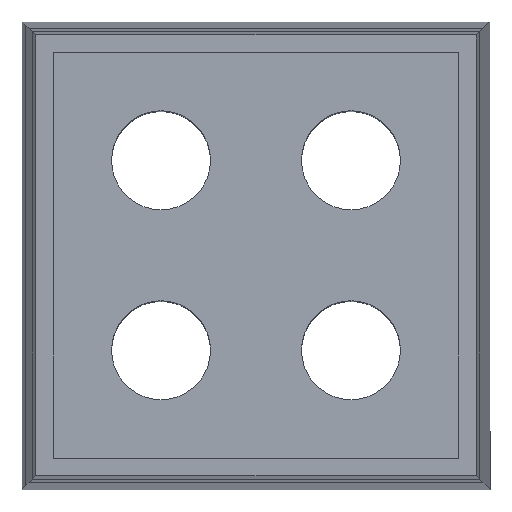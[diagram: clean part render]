
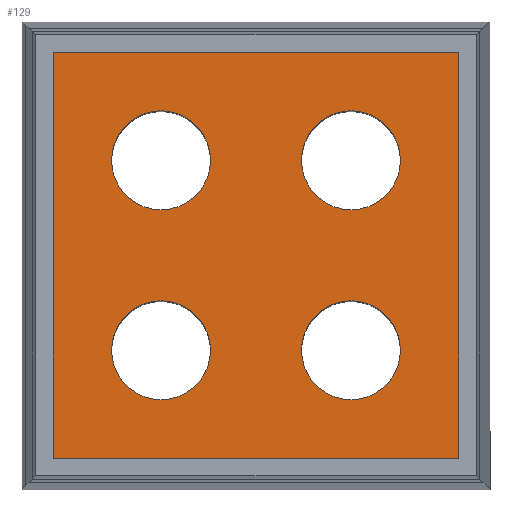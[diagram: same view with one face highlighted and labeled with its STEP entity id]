
A CAD part, top view. The second image highlights one B-rep face of the part: STEP entity #129.
In plain terms, the highlighted planar face has unit normal (0, 0, 1).
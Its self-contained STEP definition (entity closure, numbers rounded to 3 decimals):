
#129=ADVANCED_FACE('',(#271,#272,#273,#274,#275),#158,.T.);
#158=PLANE('',#570);
#181=LINE('',#739,#226);
#182=LINE('',#742,#227);
#183=LINE('',#744,#228);
#184=LINE('',#746,#229);
#226=VECTOR('',#611,1.);
#227=VECTOR('',#612,1.);
#228=VECTOR('',#613,1.);
#229=VECTOR('',#614,1.);
#271=FACE_BOUND('',#297,.T.);
#272=FACE_BOUND('',#298,.T.);
#273=FACE_BOUND('',#299,.T.);
#274=FACE_BOUND('',#300,.T.);
#275=FACE_BOUND('',#301,.T.);
#297=EDGE_LOOP('',(#343));
#298=EDGE_LOOP('',(#344,#345,#346,#347));
#299=EDGE_LOOP('',(#348));
#300=EDGE_LOOP('',(#349));
#301=EDGE_LOOP('',(#350));
#343=ORIENTED_EDGE('',*,*,#496,.T.);
#344=ORIENTED_EDGE('',*,*,#497,.T.);
#345=ORIENTED_EDGE('',*,*,#498,.T.);
#346=ORIENTED_EDGE('',*,*,#499,.F.);
#347=ORIENTED_EDGE('',*,*,#500,.F.);
#348=ORIENTED_EDGE('',*,*,#501,.T.);
#349=ORIENTED_EDGE('',*,*,#502,.T.);
#350=ORIENTED_EDGE('',*,*,#503,.T.);
#457=VERTEX_POINT('',#738);
#458=VERTEX_POINT('',#740);
#459=VERTEX_POINT('',#741);
#460=VERTEX_POINT('',#743);
#461=VERTEX_POINT('',#745);
#462=VERTEX_POINT('',#748);
#463=VERTEX_POINT('',#750);
#464=VERTEX_POINT('',#752);
#496=EDGE_CURVE('',#457,#457,#553,.T.);
#497=EDGE_CURVE('',#458,#459,#181,.T.);
#498=EDGE_CURVE('',#459,#460,#182,.T.);
#499=EDGE_CURVE('',#461,#460,#183,.T.);
#500=EDGE_CURVE('',#458,#461,#184,.T.);
#501=EDGE_CURVE('',#462,#462,#554,.T.);
#502=EDGE_CURVE('',#463,#463,#555,.T.);
#503=EDGE_CURVE('',#464,#464,#556,.T.);
#553=CIRCLE('',#566,2.085);
#554=CIRCLE('',#567,2.085);
#555=CIRCLE('',#568,2.085);
#556=CIRCLE('',#569,2.085);
#566=AXIS2_PLACEMENT_3D('',#737,#609,#610);
#567=AXIS2_PLACEMENT_3D('',#747,#615,#616);
#568=AXIS2_PLACEMENT_3D('',#749,#617,#618);
#569=AXIS2_PLACEMENT_3D('',#751,#619,#620);
#570=AXIS2_PLACEMENT_3D('',#753,#621,#622);
#609=DIRECTION('',(0.,0.,-1.));
#610=DIRECTION('',(-1.,0.,0.));
#611=DIRECTION('',(-1.,0.,0.));
#612=DIRECTION('',(0.,-1.,0.));
#613=DIRECTION('',(-1.,0.,0.));
#614=DIRECTION('',(0.,-1.,0.));
#615=DIRECTION('',(0.,0.,-1.));
#616=DIRECTION('',(-1.,0.,0.));
#617=DIRECTION('',(0.,0.,-1.));
#618=DIRECTION('',(-1.,0.,0.));
#619=DIRECTION('',(0.,0.,-1.));
#620=DIRECTION('',(-1.,0.,0.));
#621=DIRECTION('',(0.,0.,1.));
#622=DIRECTION('',(-1.,0.,0.));
#737=CARTESIAN_POINT('',(-4.,4.,17.5));
#738=CARTESIAN_POINT('',(-6.085,4.,17.5));
#739=CARTESIAN_POINT('',(11.,8.55,17.5));
#740=CARTESIAN_POINT('',(8.55,8.55,17.5));
#741=CARTESIAN_POINT('',(-8.55,8.55,17.5));
#742=CARTESIAN_POINT('',(-8.55,11.,17.5));
#743=CARTESIAN_POINT('',(-8.55,-8.55,17.5));
#744=CARTESIAN_POINT('',(11.,-8.55,17.5));
#745=CARTESIAN_POINT('',(8.55,-8.55,17.5));
#746=CARTESIAN_POINT('',(8.55,11.,17.5));
#747=CARTESIAN_POINT('',(4.,-4.,17.5));
#748=CARTESIAN_POINT('',(1.915,-4.,17.5));
#749=CARTESIAN_POINT('',(-4.,-4.,17.5));
#750=CARTESIAN_POINT('',(-6.085,-4.,17.5));
#751=CARTESIAN_POINT('',(4.,4.,17.5));
#752=CARTESIAN_POINT('',(1.915,4.,17.5));
#753=CARTESIAN_POINT('',(8.75,11.,17.5));
